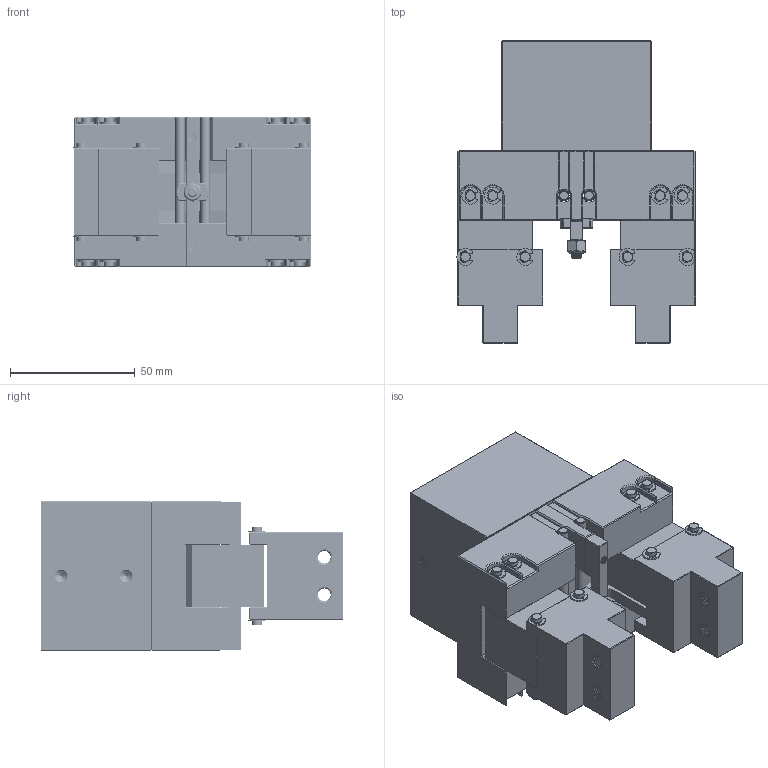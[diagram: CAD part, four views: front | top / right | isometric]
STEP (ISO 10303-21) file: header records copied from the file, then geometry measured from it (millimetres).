
FILE_DESCRIPTION(/* description */ (''),/* implementation_level */ '2;1');
FILE_NAME(/* name */ '325297ad-6ab6-46ce-9d96-1d9b83aa2a35.stp',/* time_stamp */ '2022-10-25T19:41:17Z',/* author */ (''),/* organization */ (''),/* preprocessor_version */ 'ST-DEVELOPER v19.2',/* originating_system */ 'Autodesk Translation Framework v11.17.0.187',/* authorisation */ '');
FILE_SCHEMA (('AUTOMOTIVE_DESIGN { 1 0 10303 214 3 1 1 }'));
Products named in the file (14): KZP 32; Upper body; Lower body; Shaft_1; Nut M4; Thread rod M4; Part_1; Flange_1; Socket_screw_M4; Gripper; Lower gripper; Shaft_2; Shaft_3; Retaining ring 4
Assembly tree (38 placements, depth 2):
  KZP 32
    Upper body
    Lower body
    Shaft_1  x2
    Shaft_2  x4
    Nut M4
    Thread rod M4
    Part_1
    Flange_1
    Socket_screw_M4  x2
    Gripper  x2
    Retaining ring 4  x16
    Lower gripper  x2
    Shaft_3  x4
Bounding box: 95.44 x 121 x 60 mm (x, y, z)
Volume: 386138.5 mm3; surface area: 84366 mm2
Topology: 39 solids, 39 shells, 2374 faces, 5676 edges, 3608 vertices
Faces by surface type: plane 1481, cylinder 719, cone 128, bspline 43, torus 3
Full cylindrical faces by diameter (mm): 2.529 x18, 3 x16, 3.086 x8, 3.091 x35, 3.332 x12, 4 x92, 4.109 x8, 4.212 x1, 4.234 x10, 5 x6, 5.035 x38, 5.12 x4, 6.147 x20, 7 x4
Entity records: 63667 total; most frequent: CARTESIAN_POINT 32912, ORIENTED_EDGE 6514, DIRECTION 5698, EDGE_CURVE 3257, VERTEX_POINT 2043, LINE 1916, VECTOR 1916, AXIS2_PLACEMENT_3D 1891
